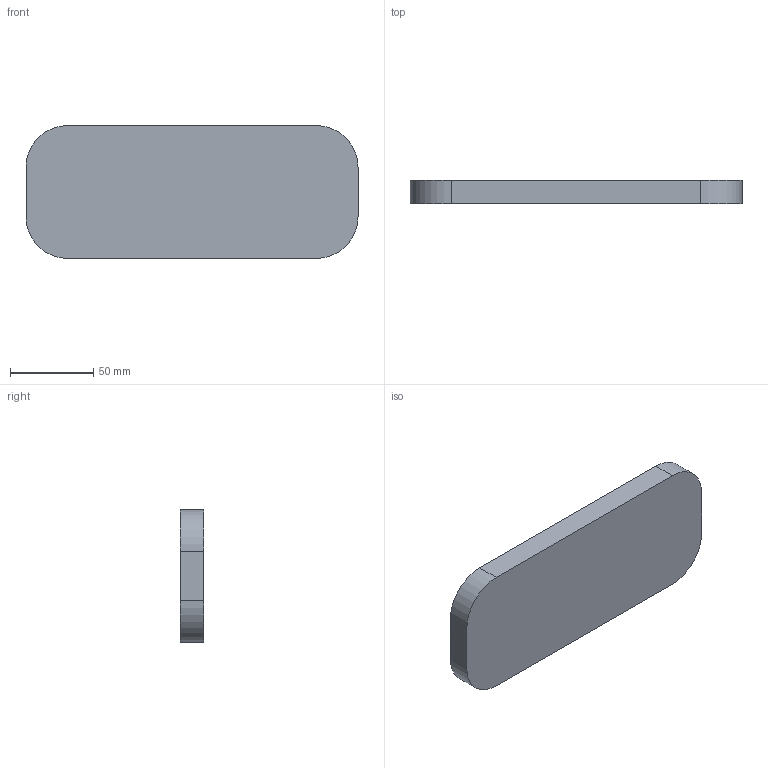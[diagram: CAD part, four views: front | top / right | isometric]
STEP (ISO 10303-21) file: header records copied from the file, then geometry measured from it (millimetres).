
FILE_DESCRIPTION(/* description */ (''),/* implementation_level */ '2;1');
FILE_NAME(/* name */ 'Molde das rodas Beetle 2025.step',/* time_stamp */ '2026-02-18T14:11:48-03:00',/* author */ (''),/* organization */ (''),/* preprocessor_version */ 'ST-DEVELOPER v20.1',/* originating_system */ 'Autodesk Translation Framework v14.24.0.0',/* authorisation */ '');
FILE_SCHEMA (('AUTOMOTIVE_DESIGN { 1 0 10303 214 3 1 1 }'));
Length unit declared in the file: millimetre
Products named in the file (3): Molde da roda em PU55; Nova Roda do Beetle em TPU e  PU55; Nova Roda do Beetle em TPU e  PU55 v8(Espelhar)
Assembly tree (2 placements, depth 2):
  Molde da roda em PU55
    Nova Roda do Beetle em TPU e  PU55
    Nova Roda do Beetle em TPU e  PU55 v8(Espelhar)
Bounding box: 200 x 14 x 80 mm (x, y, z)
Volume: 156750.5 mm3; surface area: 60861.8 mm2
Topology: 3 solids, 3 shells, 64 faces, 158 edges, 98 vertices
Faces by surface type: cylinder 36, plane 16, cone 8, bspline 4
Full cylindrical faces by diameter (mm): 3.25 x4, 3.8 x2, 4.2 x10, 25.3 x2, 70.5 x2
Entity records: 2722 total; most frequent: CARTESIAN_POINT 1085, DIRECTION 338, ORIENTED_EDGE 316, EDGE_CURVE 158, AXIS2_PLACEMENT_3D 147, VERTEX_POINT 98, EDGE_LOOP 90, CIRCLE 78
